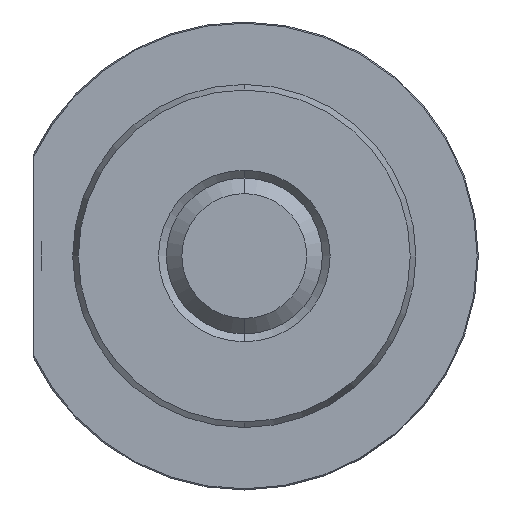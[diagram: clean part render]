
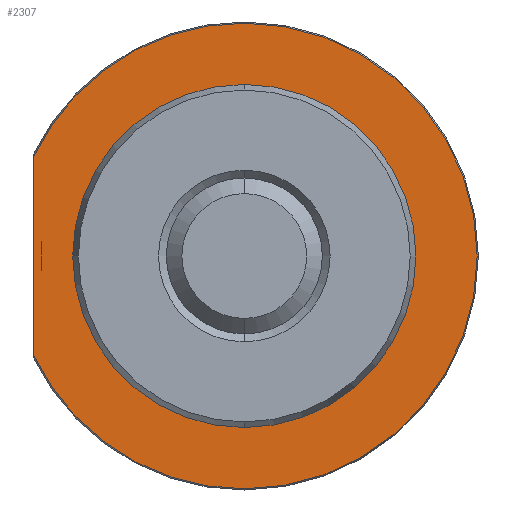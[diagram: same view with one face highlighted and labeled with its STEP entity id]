
A CAD part, left-side view. The second image highlights one B-rep face of the part: STEP entity #2307.
In plain terms, the highlighted planar face has unit normal (-1, 0, 0).
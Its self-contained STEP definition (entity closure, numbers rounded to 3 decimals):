
#5 = CARTESIAN_POINT ( 'NONE',  ( 22., 0., 14.927 ) ) ;
#6 = CARTESIAN_POINT ( 'NONE',  ( 22., 13.5, 6.37 ) ) ;
#9 = CARTESIAN_POINT ( 'NONE',  ( 22., 0., -14.927 ) ) ;
#27 = CARTESIAN_POINT ( 'NONE',  ( 22., 0., 11. ) ) ;
#28 = CARTESIAN_POINT ( 'NONE',  ( 22., 0., -11. ) ) ;
#33 = CARTESIAN_POINT ( 'NONE',  ( 22., 13.5, -6.37 ) ) ;
#107 = VERTEX_POINT ( 'NONE', #33 ) ;
#112 = VERTEX_POINT ( 'NONE', #28 ) ;
#113 = VERTEX_POINT ( 'NONE', #27 ) ;
#131 = VERTEX_POINT ( 'NONE', #9 ) ;
#134 = VERTEX_POINT ( 'NONE', #6 ) ;
#135 = VERTEX_POINT ( 'NONE', #5 ) ;
#187 = DIRECTION ( 'NONE',  ( 0., 0., 1. ) ) ;
#189 = DIRECTION ( 'NONE',  ( -1., 0., 0. ) ) ;
#222 = CIRCLE ( 'NONE', #882, 14.927 ) ;
#225 = CIRCLE ( 'NONE', #886, 14.927 ) ;
#267 = CIRCLE ( 'NONE', #899, 11. ) ;
#274 = LINE ( 'NONE', #1115, #275 ) ;
#275 = VECTOR ( 'NONE', #1116, 1000. ) ;
#281 = CIRCLE ( 'NONE', #906, 11. ) ;
#286 = CIRCLE ( 'NONE', #910, 14.927 ) ;
#490 = FACE_OUTER_BOUND ( 'NONE', #2654, .T. ) ;
#501 = FACE_BOUND ( 'NONE', #2691, .T. ) ;
#719 = EDGE_CURVE ( 'NONE', #131, #135, #222, .T. ) ;
#721 = EDGE_CURVE ( 'NONE', #135, #134, #225, .T. ) ;
#748 = EDGE_CURVE ( 'NONE', #113, #112, #267, .T. ) ;
#755 = EDGE_CURVE ( 'NONE', #134, #107, #274, .T. ) ;
#761 = EDGE_CURVE ( 'NONE', #112, #113, #281, .T. ) ;
#765 = EDGE_CURVE ( 'NONE', #107, #131, #286, .T. ) ;
#882 = AXIS2_PLACEMENT_3D ( 'NONE', #2150, #2149, #2148 ) ;
#886 = AXIS2_PLACEMENT_3D ( 'NONE', #2144, #2141, #2139 ) ;
#899 = AXIS2_PLACEMENT_3D ( 'NONE', #2072, #189, #187 ) ;
#906 = AXIS2_PLACEMENT_3D ( 'NONE', #1126, #1133, #1134 ) ;
#910 = AXIS2_PLACEMENT_3D ( 'NONE', #1138, #1145, #1146 ) ;
#1008 = AXIS2_PLACEMENT_3D ( 'NONE', #1690, #1692, #1693 ) ;
#1115 = CARTESIAN_POINT ( 'NONE',  ( 22., 13.5, 0. ) ) ;
#1116 = DIRECTION ( 'NONE',  ( 0., 0., -1. ) ) ;
#1126 = CARTESIAN_POINT ( 'NONE',  ( 22., 0., 0. ) ) ;
#1133 = DIRECTION ( 'NONE',  ( -1., 0., 0. ) ) ;
#1134 = DIRECTION ( 'NONE',  ( 0., 0., 1. ) ) ;
#1138 = CARTESIAN_POINT ( 'NONE',  ( 22., 0., 0. ) ) ;
#1145 = DIRECTION ( 'NONE',  ( -1., 0., 0. ) ) ;
#1146 = DIRECTION ( 'NONE',  ( 0., 0., -1. ) ) ;
#1690 = CARTESIAN_POINT ( 'NONE',  ( 22., 11., 0. ) ) ;
#1691 = PLANE ( 'NONE',  #1008 ) ;
#1692 = DIRECTION ( 'NONE',  ( 1., 0., 0. ) ) ;
#1693 = DIRECTION ( 'NONE',  ( 0., 0., -1. ) ) ;
#2072 = CARTESIAN_POINT ( 'NONE',  ( 22., 0., 0. ) ) ;
#2139 = DIRECTION ( 'NONE',  ( 0., 0., -1. ) ) ;
#2141 = DIRECTION ( 'NONE',  ( -1., 0., 0. ) ) ;
#2144 = CARTESIAN_POINT ( 'NONE',  ( 22., 0., 0. ) ) ;
#2148 = DIRECTION ( 'NONE',  ( 0., 0., -1. ) ) ;
#2149 = DIRECTION ( 'NONE',  ( -1., 0., 0. ) ) ;
#2150 = CARTESIAN_POINT ( 'NONE',  ( 22., 0., 0. ) ) ;
#2307 = ADVANCED_FACE ( 'NONE', ( #490, #501 ), #1691, .F. ) ;
#2408 = ORIENTED_EDGE ( 'NONE', *, *, #748, .F. ) ;
#2429 = ORIENTED_EDGE ( 'NONE', *, *, #765, .T. ) ;
#2527 = ORIENTED_EDGE ( 'NONE', *, *, #755, .T. ) ;
#2528 = ORIENTED_EDGE ( 'NONE', *, *, #721, .T. ) ;
#2557 = ORIENTED_EDGE ( 'NONE', *, *, #719, .T. ) ;
#2560 = ORIENTED_EDGE ( 'NONE', *, *, #761, .F. ) ;
#2654 = EDGE_LOOP ( 'NONE', ( #2429, #2557, #2528, #2527 ) ) ;
#2691 = EDGE_LOOP ( 'NONE', ( #2408, #2560 ) ) ;
